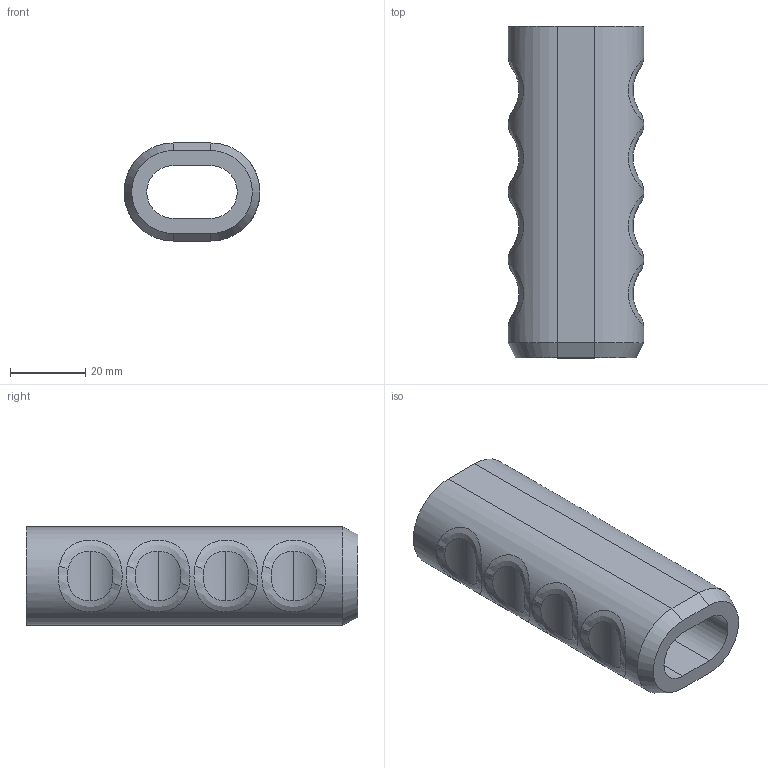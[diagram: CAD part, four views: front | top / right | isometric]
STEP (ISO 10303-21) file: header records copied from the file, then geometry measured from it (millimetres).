
FILE_DESCRIPTION (( 'STEP AP214' ), '1' );
FILE_NAME ('Handle.STEP', '2025-10-26T19:37:22', ( '' ), ( '' ), 'SwSTEP 2.0', 'SolidWorks 2024', '' );
FILE_SCHEMA (( 'AUTOMOTIVE_DESIGN' ));
Length unit declared in the file: millimetre
Products named in the file (1): Handle
Bounding box: 36 x 88 x 26 mm (x, y, z)
Volume: 41049 mm3; surface area: 15379.2 mm2
Topology: 1 solids, 1 shells, 42 faces, 92 edges, 60 vertices
Faces by surface type: bspline 16, cylinder 16, plane 8, cone 2
Entity records: 4825 total; most frequent: CARTESIAN_POINT 3987, ORIENTED_EDGE 184, DIRECTION 132, EDGE_CURVE 92, VERTEX_POINT 60, AXIS2_PLACEMENT_3D 53, EDGE_LOOP 52, FACE_OUTER_BOUND 42
